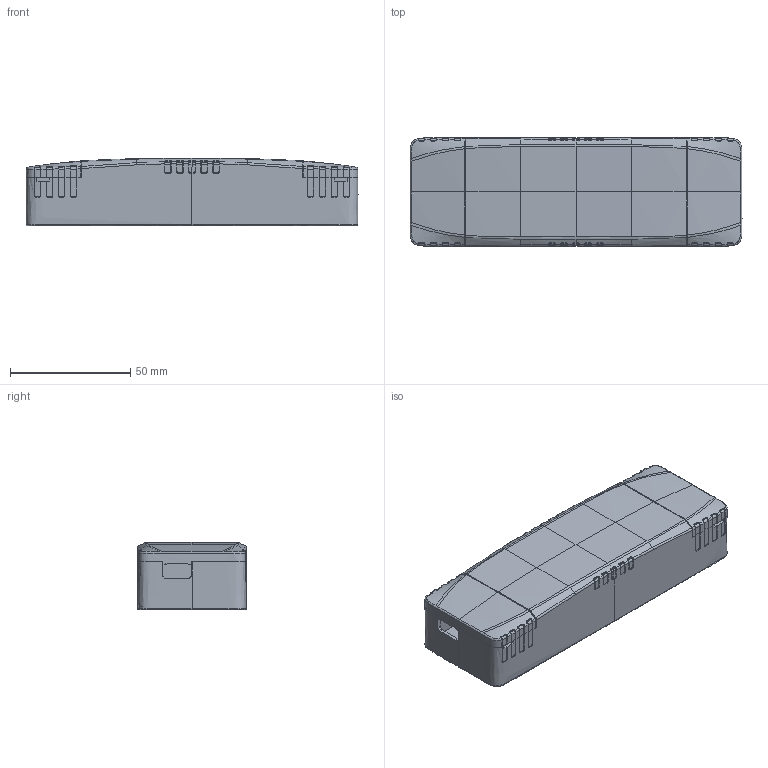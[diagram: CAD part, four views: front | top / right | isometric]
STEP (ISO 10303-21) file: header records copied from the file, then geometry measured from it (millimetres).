
FILE_DESCRIPTION(/* description */ (''),/* implementation_level */ '2;1');
FILE_NAME(/* name */ 'FL1E33~1',/* time_stamp */ '2023-05-19T08:59:08+08:00',/* author */ (''),/* organization */ (''),/* preprocessor_version */ 'ST-DEVELOPER v16.5',/* originating_system */ '',/* authorisation */ '');
FILE_SCHEMA (('AUTOMOTIVE_DESIGN'));
Length unit declared in the file: millimetre
Products named in the file (1): Document
Bounding box: 138 x 45 x 28 mm (x, y, z)
Surface area: 32307.8 mm2 (no closed solid volume)
Topology: 0 solids, 5 shells, 797 faces, 2142 edges, 1322 vertices
Faces by surface type: bspline 634, plane 163
Entity records: 57434 total; most frequent: CARTESIAN_POINT 44140, ORIENTED_EDGE 4218, EDGE_CURVE 2142, B_SPLINE_CURVE_WITH_KNOTS 2077, VERTEX_POINT 1322, EDGE_LOOP 809, ADVANCED_FACE 797, FACE_OUTER_BOUND 797
